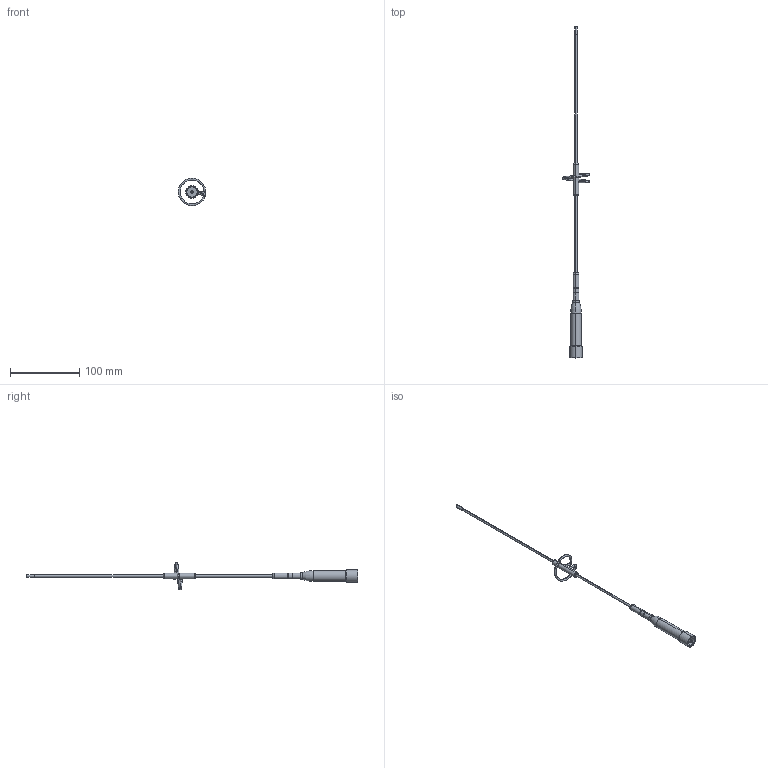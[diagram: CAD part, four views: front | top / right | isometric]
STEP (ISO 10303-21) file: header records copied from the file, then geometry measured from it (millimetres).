
FILE_DESCRIPTION (( 'STEP AP214' ), '1' );
FILE_NAME ('LCANRBD1079_3D.step', '2025-03-19T23:29:04', ( '' ), ( '' ), 'SwSTEP 2.0', 'SolidWorks 2022', '' );
FILE_SCHEMA (( 'AUTOMOTIVE_DESIGN' ));
Length unit declared in the file: inch
Products named in the file (1): LCANRBD1079_3D
Bounding box: 39.72 x 480 x 39.65 mm (x, y, z)
Volume: 21676.4 mm3; surface area: 11540.3 mm2
Topology: 1 solids, 1 shells, 73 faces, 162 edges, 104 vertices
Faces by surface type: cylinder 38, plane 15, torus 12, cone 6, bspline 2
Entity records: 3044 total; most frequent: CARTESIAN_POINT 1324, DIRECTION 388, ORIENTED_EDGE 324, AXIS2_PLACEMENT_3D 172, EDGE_CURVE 162, VERTEX_POINT 104, CIRCLE 100, EDGE_LOOP 88
